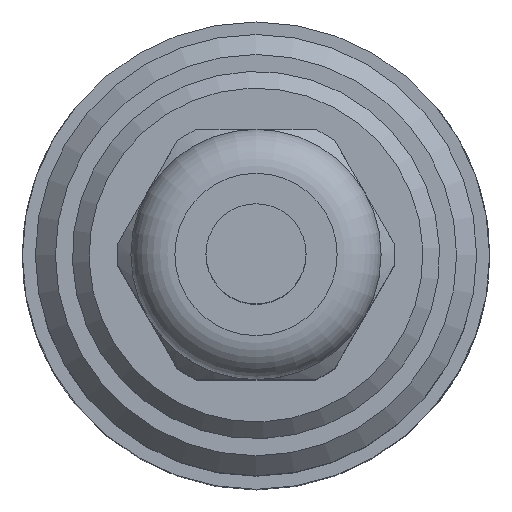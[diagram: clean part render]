
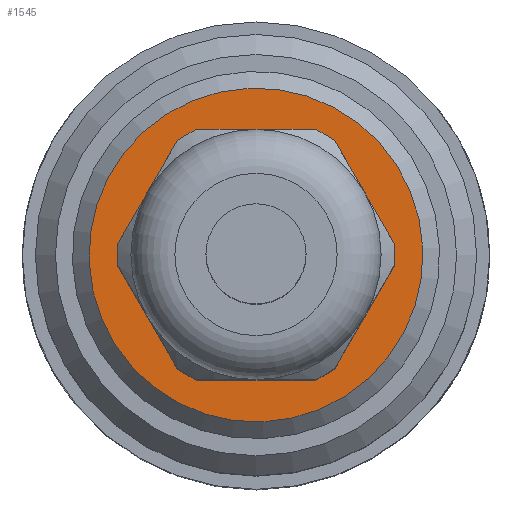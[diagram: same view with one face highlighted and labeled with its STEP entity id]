
A CAD part, top view. The second image highlights one B-rep face of the part: STEP entity #1545.
In plain terms, the highlighted planar face has unit normal (0, 0, 1).
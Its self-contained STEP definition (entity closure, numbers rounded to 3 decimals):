
#70=PLANE('',#1680);
#116=LINE('',#2483,#160);
#120=LINE('',#2493,#164);
#123=LINE('',#2501,#167);
#126=LINE('',#2509,#170);
#129=LINE('',#2517,#173);
#132=LINE('',#2525,#176);
#160=VECTOR('',#1889,1000.);
#164=VECTOR('',#1899,1000.);
#167=VECTOR('',#1908,1000.);
#170=VECTOR('',#1917,1000.);
#173=VECTOR('',#1926,1000.);
#176=VECTOR('',#1935,1000.);
#441=ORIENTED_EDGE('',*,*,#553,.F.);
#442=ORIENTED_EDGE('',*,*,#556,.F.);
#443=ORIENTED_EDGE('',*,*,#558,.F.);
#444=ORIENTED_EDGE('',*,*,#560,.F.);
#445=ORIENTED_EDGE('',*,*,#562,.F.);
#446=ORIENTED_EDGE('',*,*,#564,.F.);
#447=ORIENTED_EDGE('',*,*,#566,.F.);
#448=ORIENTED_EDGE('',*,*,#568,.F.);
#449=ORIENTED_EDGE('',*,*,#570,.F.);
#450=ORIENTED_EDGE('',*,*,#572,.F.);
#451=ORIENTED_EDGE('',*,*,#574,.F.);
#452=ORIENTED_EDGE('',*,*,#575,.F.);
#453=ORIENTED_EDGE('',*,*,#589,.F.);
#553=EDGE_CURVE('',#671,#672,#116,.T.);
#556=EDGE_CURVE('',#673,#671,#738,.T.);
#558=EDGE_CURVE('',#674,#673,#120,.T.);
#560=EDGE_CURVE('',#675,#674,#739,.T.);
#562=EDGE_CURVE('',#676,#675,#123,.T.);
#564=EDGE_CURVE('',#677,#676,#740,.T.);
#566=EDGE_CURVE('',#678,#677,#126,.T.);
#568=EDGE_CURVE('',#679,#678,#741,.T.);
#570=EDGE_CURVE('',#680,#679,#129,.T.);
#572=EDGE_CURVE('',#681,#680,#742,.T.);
#574=EDGE_CURVE('',#682,#681,#132,.T.);
#575=EDGE_CURVE('',#672,#682,#743,.T.);
#589=EDGE_CURVE('',#684,#684,#745,.T.);
#671=VERTEX_POINT('',#2482);
#672=VERTEX_POINT('',#2484);
#673=VERTEX_POINT('',#2488);
#674=VERTEX_POINT('',#2492);
#675=VERTEX_POINT('',#2496);
#676=VERTEX_POINT('',#2500);
#677=VERTEX_POINT('',#2504);
#678=VERTEX_POINT('',#2508);
#679=VERTEX_POINT('',#2512);
#680=VERTEX_POINT('',#2516);
#681=VERTEX_POINT('',#2520);
#682=VERTEX_POINT('',#2524);
#684=VERTEX_POINT('',#2556);
#738=CIRCLE('',#1648,8.3);
#739=CIRCLE('',#1651,8.3);
#740=CIRCLE('',#1654,8.3);
#741=CIRCLE('',#1657,8.3);
#742=CIRCLE('',#1660,8.3);
#743=CIRCLE('',#1663,8.3);
#745=CIRCLE('',#1678,10.);
#842=EDGE_LOOP('',(#441,#442,#443,#444,#445,#446,#447,#448,#449,#450,#451,
#452));
#843=EDGE_LOOP('',(#453));
#943=FACE_BOUND('',#842,.T.);
#944=FACE_BOUND('',#843,.T.);
#1545=ADVANCED_FACE('',(#943,#944),#70,.F.);
#1648=AXIS2_PLACEMENT_3D('',#2489,#1894,#1895);
#1651=AXIS2_PLACEMENT_3D('',#2497,#1903,#1904);
#1654=AXIS2_PLACEMENT_3D('',#2505,#1912,#1913);
#1657=AXIS2_PLACEMENT_3D('',#2513,#1921,#1922);
#1660=AXIS2_PLACEMENT_3D('',#2521,#1930,#1931);
#1663=AXIS2_PLACEMENT_3D('',#2527,#1938,#1939);
#1678=AXIS2_PLACEMENT_3D('',#2555,#1980,#1981);
#1680=AXIS2_PLACEMENT_3D('',#2558,#1984,#1985);
#1889=DIRECTION('',(1.,0.,0.));
#1894=DIRECTION('',(0.,0.,1.));
#1895=DIRECTION('',(-0.5,0.866,0.));
#1899=DIRECTION('',(0.5,-0.866,0.));
#1903=DIRECTION('',(0.,0.,1.));
#1904=DIRECTION('',(-0.5,0.866,0.));
#1908=DIRECTION('',(-0.5,-0.866,0.));
#1912=DIRECTION('',(0.,0.,1.));
#1913=DIRECTION('',(-0.5,0.866,0.));
#1917=DIRECTION('',(-1.,0.,0.));
#1921=DIRECTION('',(0.,0.,1.));
#1922=DIRECTION('',(-0.5,0.866,0.));
#1926=DIRECTION('',(-0.5,0.866,0.));
#1930=DIRECTION('',(0.,0.,1.));
#1931=DIRECTION('',(-0.5,0.866,0.));
#1935=DIRECTION('',(0.5,0.866,0.));
#1938=DIRECTION('',(0.,0.,1.));
#1939=DIRECTION('',(-0.5,0.866,0.));
#1980=DIRECTION('',(0.,0.,-1.));
#1981=DIRECTION('',(-0.953,0.303,0.));
#1984=DIRECTION('',(0.,0.,-1.));
#1985=DIRECTION('',(-0.953,0.303,0.));
#2482=CARTESIAN_POINT('',(-3.555,-7.5,57.2));
#2483=CARTESIAN_POINT('',(-3.555,-7.5,57.2));
#2484=CARTESIAN_POINT('',(3.555,-7.5,57.2));
#2488=CARTESIAN_POINT('',(-4.718,-6.829,57.2));
#2489=CARTESIAN_POINT('',(0.,0.,57.2));
#2492=CARTESIAN_POINT('',(-8.273,-0.671,57.2));
#2493=CARTESIAN_POINT('',(-8.273,-0.671,57.2));
#2496=CARTESIAN_POINT('',(-8.273,0.671,57.2));
#2497=CARTESIAN_POINT('',(0.,0.,57.2));
#2500=CARTESIAN_POINT('',(-4.718,6.829,57.2));
#2501=CARTESIAN_POINT('',(-4.718,6.829,57.2));
#2504=CARTESIAN_POINT('',(-3.555,7.5,57.2));
#2505=CARTESIAN_POINT('',(0.,0.,57.2));
#2508=CARTESIAN_POINT('',(3.555,7.5,57.2));
#2509=CARTESIAN_POINT('',(3.555,7.5,57.2));
#2512=CARTESIAN_POINT('',(4.718,6.829,57.2));
#2513=CARTESIAN_POINT('',(0.,0.,57.2));
#2516=CARTESIAN_POINT('',(8.273,0.671,57.2));
#2517=CARTESIAN_POINT('',(8.273,0.671,57.2));
#2520=CARTESIAN_POINT('',(8.273,-0.671,57.2));
#2521=CARTESIAN_POINT('',(0.,0.,57.2));
#2524=CARTESIAN_POINT('',(4.718,-6.829,57.2));
#2525=CARTESIAN_POINT('',(4.718,-6.829,57.2));
#2527=CARTESIAN_POINT('',(0.,0.,57.2));
#2555=CARTESIAN_POINT('',(0.,0.,57.2));
#2556=CARTESIAN_POINT('',(-9.531,3.026,57.2));
#2558=CARTESIAN_POINT('',(3.329,10.484,57.2));
